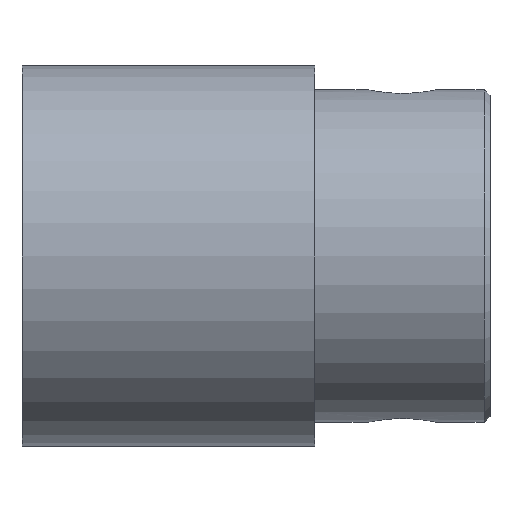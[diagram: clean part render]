
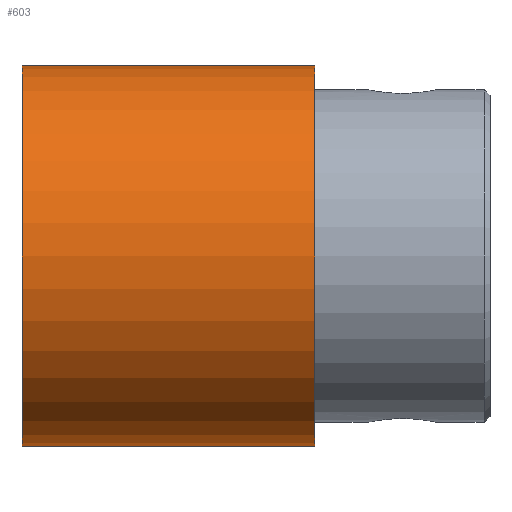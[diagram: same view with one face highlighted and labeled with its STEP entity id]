
A CAD part, left-side view. The second image highlights one B-rep face of the part: STEP entity #603.
In plain terms, the highlighted cylindrical face has radius 32.5 mm (diameter 65 mm), a full revolution.
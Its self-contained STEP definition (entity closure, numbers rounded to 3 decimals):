
#24=CYLINDRICAL_SURFACE('',#698,32.5);
#79=LINE('',#1605,#92);
#92=VECTOR('',#875,32.5);
#139=FACE_OUTER_BOUND('',#184,.T.);
#184=EDGE_LOOP('',(#554,#555,#556,#557));
#187=CIRCLE('',#620,32.5);
#237=CIRCLE('',#699,32.5);
#238=VERTEX_POINT('',#882);
#292=VERTEX_POINT('',#1604);
#293=EDGE_CURVE('',#238,#238,#187,.T.);
#380=EDGE_CURVE('',#238,#292,#79,.T.);
#381=EDGE_CURVE('',#292,#292,#237,.T.);
#554=ORIENTED_EDGE('',*,*,#293,.F.);
#555=ORIENTED_EDGE('',*,*,#380,.T.);
#556=ORIENTED_EDGE('',*,*,#381,.T.);
#557=ORIENTED_EDGE('',*,*,#380,.F.);
#603=ADVANCED_FACE('',(#139),#24,.T.);
#620=AXIS2_PLACEMENT_3D('',#883,#705,#706);
#698=AXIS2_PLACEMENT_3D('',#1603,#873,#874);
#699=AXIS2_PLACEMENT_3D('',#1606,#876,#877);
#705=DIRECTION('center_axis',(0.,1.,0.));
#706=DIRECTION('ref_axis',(1.,0.,0.));
#873=DIRECTION('center_axis',(0.,1.,0.));
#874=DIRECTION('ref_axis',(1.,0.,0.));
#875=DIRECTION('',(0.,-1.,0.));
#876=DIRECTION('center_axis',(0.,1.,0.));
#877=DIRECTION('ref_axis',(1.,0.,0.));
#882=CARTESIAN_POINT('',(-32.5,135.,0.));
#883=CARTESIAN_POINT('Origin',(0.,135.,0.));
#1603=CARTESIAN_POINT('Origin',(0.,85.,0.));
#1604=CARTESIAN_POINT('',(-32.5,85.,0.));
#1605=CARTESIAN_POINT('',(-32.5,85.,0.));
#1606=CARTESIAN_POINT('Origin',(0.,85.,0.));
